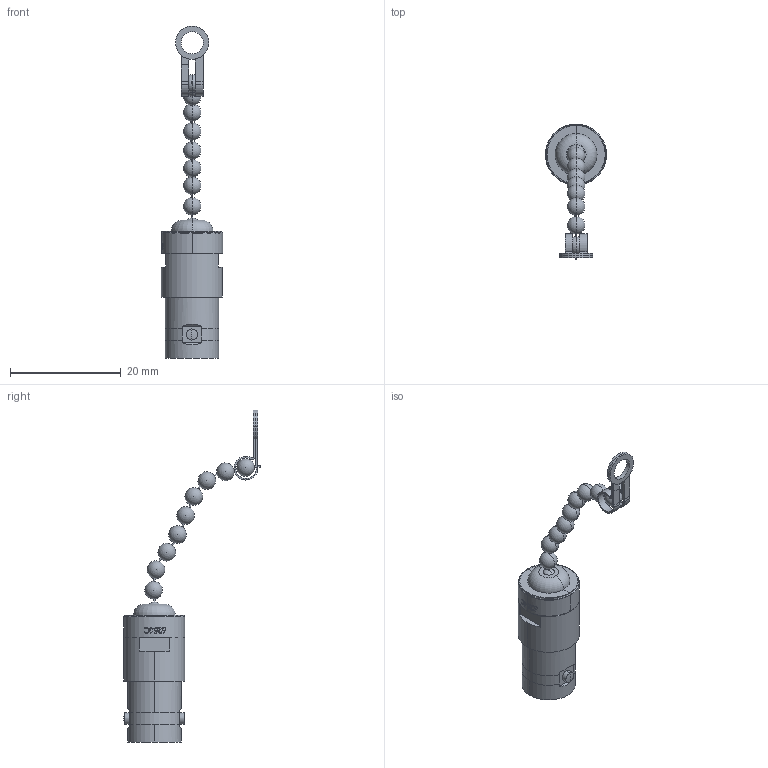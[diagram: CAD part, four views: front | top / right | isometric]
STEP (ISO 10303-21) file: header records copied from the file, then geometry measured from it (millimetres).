
FILE_DESCRIPTION (( 'STEP AP203' ), '1' );
FILE_NAME ('FMTR6254C_3D.STEP', '2022-06-22T11:16:37', ( '' ), ( '' ), 'SwSTEP 2.0', 'SolidWorks 2021', '' );
FILE_SCHEMA (( 'CONFIG_CONTROL_DESIGN' ));
Length unit declared in the file: inch
Products named in the file (7): TER_Chain Latch1; TER_Chain Link2; TER_Chain Link1; FMTR6254C_3D; TER_Chain Cap1; TER_Chain Assembly with Cap1; TER_Main Body3
Assembly tree (24 placements, depth 3):
  FMTR6254C_3D
    TER_Main Body3
    TER_Chain Assembly with Cap1
      TER_Chain Cap1
      TER_Chain Link1  x10
      TER_Chain Link2  x10
      TER_Chain Latch1
Bounding box: 11.03 x 24.58 x 59.9 mm (x, y, z)
Volume: 2158.4 mm3; surface area: 1963.1 mm2
Topology: 24 solids, 24 shells, 231 faces, 560 edges, 364 vertices
Faces by surface type: plane 95, cylinder 59, bspline 45, sphere 24, cone 4, torus 4
Entity records: 9159 total; most frequent: CARTESIAN_POINT 3994, ORIENTED_EDGE 876, DIRECTION 705, EDGE_CURVE 438, VERTEX_POINT 280, AXIS2_PLACEMENT_3D 276, EDGE_LOOP 200, FACE_OUTER_BOUND 177
